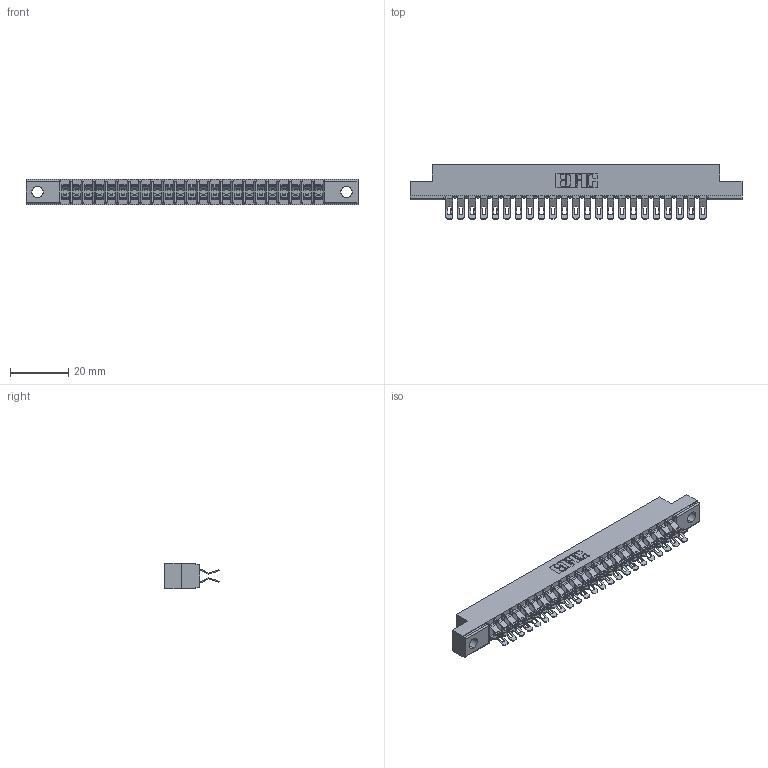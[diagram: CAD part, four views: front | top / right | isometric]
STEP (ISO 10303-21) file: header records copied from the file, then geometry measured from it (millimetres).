
FILE_DESCRIPTION (( 'STEP AP203' ), '1' );
FILE_NAME ('357-046-555-202.STEP', '2019-09-18T08:43:48', ( '' ), ( '' ), 'SwSTEP 2.0', 'SolidWorks 2016', '' );
FILE_SCHEMA (( 'CONFIG_CONTROL_DESIGN' ));
Length unit declared in the file: inch
Products named in the file (3): 307-290-001_555; 307 Part_.128 Dia Mounting Holes; 357-046-555-202
Assembly tree (47 placements, depth 2):
  357-046-555-202
    307 Part_.128 Dia Mounting Holes
    307-290-001_555  x46
Bounding box: 114.15 x 18.75 x 8.71 mm (x, y, z)
Volume: 7515.6 mm3; surface area: 13930.2 mm2
Topology: 47 solids, 47 shells, 2948 faces, 8649 edges, 5638 vertices
Faces by surface type: plane 1634, cylinder 1266, sphere 48
Entity records: 23335 total; most frequent: CARTESIAN_POINT 3827, ORIENTED_EDGE 3792, DIRECTION 3764, EDGE_CURVE 1896, VECTOR 1434, LINE 1434, VERTEX_POINT 1228, AXIS2_PLACEMENT_3D 1165
